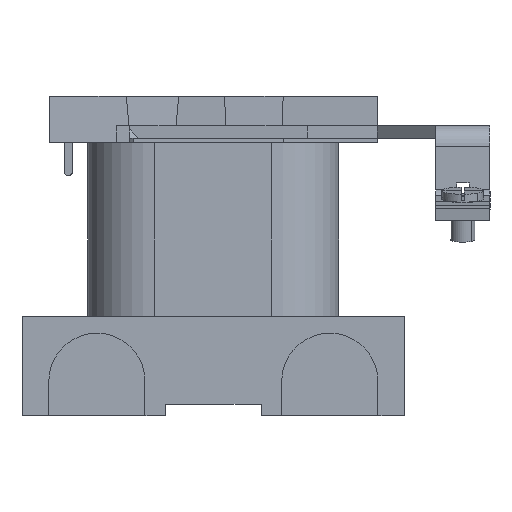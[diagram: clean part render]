
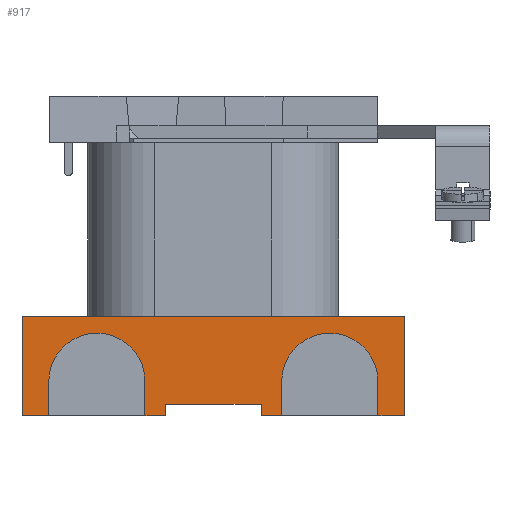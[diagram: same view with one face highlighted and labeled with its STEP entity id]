
A CAD part, front view. The second image highlights one B-rep face of the part: STEP entity #917.
In plain terms, the highlighted planar face has unit normal (0, -1, 0).
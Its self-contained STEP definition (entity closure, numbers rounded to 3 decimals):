
#114 = LINE ( 'NONE', #10360, #8567 ) ;
#334 = EDGE_CURVE ( 'NONE', #12965, #16522, #13926, .T. ) ;
#337 = CARTESIAN_POINT ( 'NONE',  ( 17.865, -16.143, -18.594 ) ) ;
#489 = CIRCLE ( 'NONE', #8932, 5.75 ) ;
#635 = ORIENTED_EDGE ( 'NONE', *, *, #8728, .F. ) ;
#652 = CARTESIAN_POINT ( 'NONE',  ( 6.365, -16.143, -22.694 ) ) ;
#714 = CARTESIAN_POINT ( 'NONE',  ( 12.115, -16.143, -18.594 ) ) ;
#804 = PLANE ( 'NONE',  #10757 ) ;
#812 = ORIENTED_EDGE ( 'NONE', *, *, #4407, .T. ) ;
#917 = ADVANCED_FACE ( 'NONE', ( #2546 ), #804, .F. ) ;
#1176 = VECTOR ( 'NONE', #15666, 1000. ) ;
#1188 = CARTESIAN_POINT ( 'NONE',  ( 3.915, -16.143, -21.344 ) ) ;
#1206 = VERTEX_POINT ( 'NONE', #337 ) ;
#1404 = ORIENTED_EDGE ( 'NONE', *, *, #334, .T. ) ;
#1413 = ORIENTED_EDGE ( 'NONE', *, *, #5640, .F. ) ;
#1432 = ORIENTED_EDGE ( 'NONE', *, *, #16202, .T. ) ;
#1513 = LINE ( 'NONE', #14151, #11635 ) ;
#1531 = VECTOR ( 'NONE', #15025, 1000. ) ;
#1650 = CARTESIAN_POINT ( 'NONE',  ( -24.685, -16.143, -22.694 ) ) ;
#2060 = DIRECTION ( 'NONE',  ( 0., 1., 0. ) ) ;
#2156 = DIRECTION ( 'NONE',  ( 0., 0., 1. ) ) ;
#2158 = VECTOR ( 'NONE', #16675, 1000. ) ;
#2186 = LINE ( 'NONE', #14781, #4245 ) ;
#2233 = CARTESIAN_POINT ( 'NONE',  ( 21.065, -16.143, -22.694 ) ) ;
#2546 = FACE_OUTER_BOUND ( 'NONE', #12656, .T. ) ;
#2613 = CARTESIAN_POINT ( 'NONE',  ( -7.535, -16.143, -22.694 ) ) ;
#2706 = LINE ( 'NONE', #6942, #16281 ) ;
#3067 = LINE ( 'NONE', #2613, #1176 ) ;
#3084 = LINE ( 'NONE', #5940, #16663 ) ;
#3190 = LINE ( 'NONE', #16276, #12684 ) ;
#3215 = DIRECTION ( 'NONE',  ( 0., 0., -1. ) ) ;
#3374 = EDGE_CURVE ( 'NONE', #9688, #12363, #1513, .T. ) ;
#3588 = VECTOR ( 'NONE', #2156, 1000. ) ;
#3695 = CARTESIAN_POINT ( 'NONE',  ( -24.685, -16.143, -22.694 ) ) ;
#3709 = ORIENTED_EDGE ( 'NONE', *, *, #14472, .T. ) ;
#3789 = DIRECTION ( 'NONE',  ( 0., 0., -1. ) ) ;
#3807 = CARTESIAN_POINT ( 'NONE',  ( -15.735, -16.143, -18.594 ) ) ;
#3842 = CIRCLE ( 'NONE', #12585, 5.75 ) ;
#3858 = DIRECTION ( 'NONE',  ( -1., 0., 0. ) ) ;
#3886 = DIRECTION ( 'NONE',  ( -1., 0., 0. ) ) ;
#3961 = LINE ( 'NONE', #3695, #9083 ) ;
#3978 = LINE ( 'NONE', #15721, #3588 ) ;
#4245 = VECTOR ( 'NONE', #9722, 1000. ) ;
#4289 = ORIENTED_EDGE ( 'NONE', *, *, #15667, .T. ) ;
#4407 = EDGE_CURVE ( 'NONE', #5978, #10514, #3084, .T. ) ;
#4779 = ORIENTED_EDGE ( 'NONE', *, *, #9527, .T. ) ;
#4969 = CARTESIAN_POINT ( 'NONE',  ( -24.685, -16.143, -22.694 ) ) ;
#5030 = LINE ( 'NONE', #14394, #1531 ) ;
#5610 = EDGE_CURVE ( 'NONE', #12984, #11768, #3190, .T. ) ;
#5640 = EDGE_CURVE ( 'NONE', #8393, #16522, #12886, .T. ) ;
#5848 = EDGE_CURVE ( 'NONE', #9030, #1206, #489, .T. ) ;
#5940 = CARTESIAN_POINT ( 'NONE',  ( -24.685, -16.143, -10.844 ) ) ;
#5978 = VERTEX_POINT ( 'NONE', #6682 ) ;
#6271 = DIRECTION ( 'NONE',  ( 0., 1., 0. ) ) ;
#6528 = DIRECTION ( 'NONE',  ( 0., 0., -1. ) ) ;
#6682 = CARTESIAN_POINT ( 'NONE',  ( 21.065, -16.143, -10.844 ) ) ;
#6942 = CARTESIAN_POINT ( 'NONE',  ( -24.685, -16.143, -22.694 ) ) ;
#7003 = DIRECTION ( 'NONE',  ( 0., 0., 1. ) ) ;
#7107 = CARTESIAN_POINT ( 'NONE',  ( -9.985, -16.143, -18.594 ) ) ;
#7300 = CARTESIAN_POINT ( 'NONE',  ( -7.535, -16.143, -21.344 ) ) ;
#7314 = CARTESIAN_POINT ( 'NONE',  ( -9.985, -16.143, -22.694 ) ) ;
#8129 = DIRECTION ( 'NONE',  ( -1., 0., 0. ) ) ;
#8393 = VERTEX_POINT ( 'NONE', #15077 ) ;
#8524 = LINE ( 'NONE', #2233, #2158 ) ;
#8567 = VECTOR ( 'NONE', #6528, 1000. ) ;
#8728 = EDGE_CURVE ( 'NONE', #12984, #14250, #15344, .T. ) ;
#8932 = AXIS2_PLACEMENT_3D ( 'NONE', #714, #2060, #3886 ) ;
#9030 = VERTEX_POINT ( 'NONE', #12434 ) ;
#9083 = VECTOR ( 'NONE', #3858, 1000. ) ;
#9527 = EDGE_CURVE ( 'NONE', #11390, #9030, #3978, .T. ) ;
#9688 = VERTEX_POINT ( 'NONE', #1188 ) ;
#9722 = DIRECTION ( 'NONE',  ( -1., 0., 0. ) ) ;
#9778 = CARTESIAN_POINT ( 'NONE',  ( 17.865, -16.143, -22.694 ) ) ;
#9913 = ORIENTED_EDGE ( 'NONE', *, *, #3374, .T. ) ;
#10360 = CARTESIAN_POINT ( 'NONE',  ( 17.865, -16.143, -22.694 ) ) ;
#10457 = ORIENTED_EDGE ( 'NONE', *, *, #17113, .F. ) ;
#10514 = VERTEX_POINT ( 'NONE', #14295 ) ;
#10752 = ORIENTED_EDGE ( 'NONE', *, *, #15945, .F. ) ;
#10757 = AXIS2_PLACEMENT_3D ( 'NONE', #4969, #6271, #14141 ) ;
#10864 = CARTESIAN_POINT ( 'NONE',  ( 21.065, -16.143, -22.694 ) ) ;
#11228 = DIRECTION ( 'NONE',  ( 0., 0., 1. ) ) ;
#11341 = VERTEX_POINT ( 'NONE', #9778 ) ;
#11390 = VERTEX_POINT ( 'NONE', #652 ) ;
#11628 = VECTOR ( 'NONE', #15134, 1000. ) ;
#11635 = VECTOR ( 'NONE', #3789, 1000. ) ;
#11768 = VERTEX_POINT ( 'NONE', #12072 ) ;
#12072 = CARTESIAN_POINT ( 'NONE',  ( -21.485, -16.143, -18.594 ) ) ;
#12363 = VERTEX_POINT ( 'NONE', #16523 ) ;
#12434 = CARTESIAN_POINT ( 'NONE',  ( 6.365, -16.143, -18.594 ) ) ;
#12515 = CARTESIAN_POINT ( 'NONE',  ( -24.685, -16.143, -22.694 ) ) ;
#12585 = AXIS2_PLACEMENT_3D ( 'NONE', #3807, #13129, #12918 ) ;
#12632 = VERTEX_POINT ( 'NONE', #7300 ) ;
#12656 = EDGE_LOOP ( 'NONE', ( #3709, #15644, #9913, #10752, #4779, #13023, #13281, #10457, #1432, #812, #15467, #635, #12800, #4289, #1404, #1413 ) ) ;
#12684 = VECTOR ( 'NONE', #11228, 1000. ) ;
#12800 = ORIENTED_EDGE ( 'NONE', *, *, #5610, .T. ) ;
#12886 = LINE ( 'NONE', #12515, #11628 ) ;
#12918 = DIRECTION ( 'NONE',  ( 1., 0., 0. ) ) ;
#12919 = EDGE_CURVE ( 'NONE', #12632, #9688, #5030, .T. ) ;
#12965 = VERTEX_POINT ( 'NONE', #7107 ) ;
#12984 = VERTEX_POINT ( 'NONE', #16299 ) ;
#13023 = ORIENTED_EDGE ( 'NONE', *, *, #5848, .T. ) ;
#13129 = DIRECTION ( 'NONE',  ( 0., 1., 0. ) ) ;
#13281 = ORIENTED_EDGE ( 'NONE', *, *, #15668, .T. ) ;
#13926 = LINE ( 'NONE', #7314, #16390 ) ;
#13963 = CARTESIAN_POINT ( 'NONE',  ( -24.685, -16.143, -22.694 ) ) ;
#14141 = DIRECTION ( 'NONE',  ( -1., 0., 0. ) ) ;
#14151 = CARTESIAN_POINT ( 'NONE',  ( 3.915, -16.143, -22.694 ) ) ;
#14250 = VERTEX_POINT ( 'NONE', #13963 ) ;
#14295 = CARTESIAN_POINT ( 'NONE',  ( -24.685, -16.143, -10.844 ) ) ;
#14394 = CARTESIAN_POINT ( 'NONE',  ( -7.535, -16.143, -21.344 ) ) ;
#14472 = EDGE_CURVE ( 'NONE', #8393, #12632, #3067, .T. ) ;
#14781 = CARTESIAN_POINT ( 'NONE',  ( -24.685, -16.143, -22.694 ) ) ;
#15025 = DIRECTION ( 'NONE',  ( 1., 0., 0. ) ) ;
#15077 = CARTESIAN_POINT ( 'NONE',  ( -7.535, -16.143, -22.694 ) ) ;
#15134 = DIRECTION ( 'NONE',  ( -1., 0., 0. ) ) ;
#15344 = LINE ( 'NONE', #1650, #16369 ) ;
#15467 = ORIENTED_EDGE ( 'NONE', *, *, #16948, .F. ) ;
#15472 = VERTEX_POINT ( 'NONE', #10864 ) ;
#15644 = ORIENTED_EDGE ( 'NONE', *, *, #12919, .T. ) ;
#15666 = DIRECTION ( 'NONE',  ( 0., 0., 1. ) ) ;
#15667 = EDGE_CURVE ( 'NONE', #11768, #12965, #3842, .T. ) ;
#15668 = EDGE_CURVE ( 'NONE', #1206, #11341, #114, .T. ) ;
#15721 = CARTESIAN_POINT ( 'NONE',  ( 6.365, -16.143, -22.694 ) ) ;
#15945 = EDGE_CURVE ( 'NONE', #11390, #12363, #2186, .T. ) ;
#16202 = EDGE_CURVE ( 'NONE', #15472, #5978, #8524, .T. ) ;
#16276 = CARTESIAN_POINT ( 'NONE',  ( -21.485, -16.143, -22.694 ) ) ;
#16281 = VECTOR ( 'NONE', #7003, 1000. ) ;
#16299 = CARTESIAN_POINT ( 'NONE',  ( -21.485, -16.143, -22.694 ) ) ;
#16369 = VECTOR ( 'NONE', #8129, 1000. ) ;
#16386 = CARTESIAN_POINT ( 'NONE',  ( -9.985, -16.143, -22.694 ) ) ;
#16390 = VECTOR ( 'NONE', #3215, 1000. ) ;
#16429 = DIRECTION ( 'NONE',  ( -1., 0., 0. ) ) ;
#16522 = VERTEX_POINT ( 'NONE', #16386 ) ;
#16523 = CARTESIAN_POINT ( 'NONE',  ( 3.915, -16.143, -22.694 ) ) ;
#16663 = VECTOR ( 'NONE', #16429, 1000. ) ;
#16675 = DIRECTION ( 'NONE',  ( 0., 0., 1. ) ) ;
#16948 = EDGE_CURVE ( 'NONE', #14250, #10514, #2706, .T. ) ;
#17113 = EDGE_CURVE ( 'NONE', #15472, #11341, #3961, .T. ) ;
